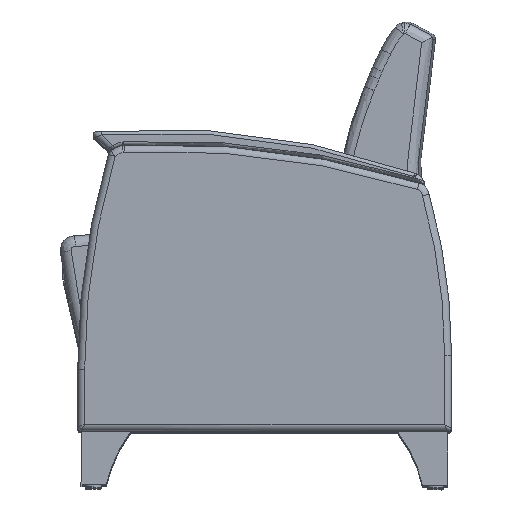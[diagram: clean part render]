
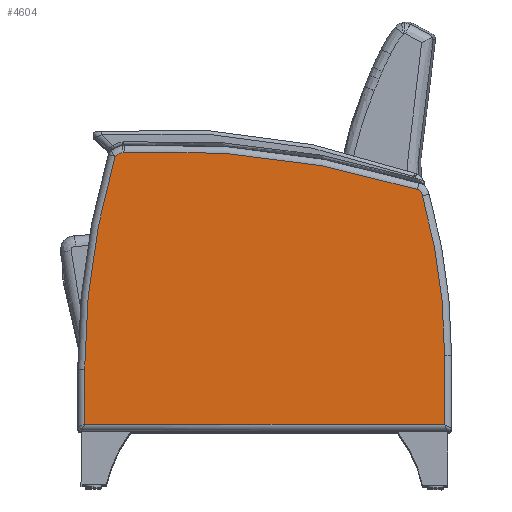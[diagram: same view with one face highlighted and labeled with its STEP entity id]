
A CAD part, top view. The second image highlights one B-rep face of the part: STEP entity #4604.
In plain terms, the highlighted planar face has unit normal (0, 0, 1).
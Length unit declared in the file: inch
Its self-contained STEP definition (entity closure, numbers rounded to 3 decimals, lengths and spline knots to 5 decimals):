
#225=PLANE('',#5147);
#793=FACE_OUTER_BOUND('',#1107,.T.);
#1107=EDGE_LOOP('',(#3830,#3831,#3832,#3833,#3834,#3835,#3836,#3837,#3838,
#3839));
#1324=LINE('',#11044,#1496);
#1325=LINE('',#11061,#1497);
#1327=LINE('',#11103,#1499);
#1496=VECTOR('',#6125,0.3937);
#1497=VECTOR('',#6134,0.3937);
#1499=VECTOR('',#6170,0.3937);
#1757=CIRCLE('',#5113,0.01);
#1761=CIRCLE('',#5119,53.60447);
#1764=CIRCLE('',#5124,1.37874);
#1767=CIRCLE('',#5128,0.51);
#1770=CIRCLE('',#5132,59.51);
#1772=CIRCLE('',#5135,0.51);
#1774=CIRCLE('',#5139,40.34554);
#2119=VERTEX_POINT('',#10875);
#2128=VERTEX_POINT('',#10987);
#2131=VERTEX_POINT('',#11016);
#2132=VERTEX_POINT('',#11017);
#2136=VERTEX_POINT('',#11048);
#2137=VERTEX_POINT('',#11064);
#2139=VERTEX_POINT('',#11070);
#2141=VERTEX_POINT('',#11076);
#2144=VERTEX_POINT('',#11084);
#2145=VERTEX_POINT('',#11101);
#2708=EDGE_CURVE('',#2131,#2132,#1757,.T.);
#2712=EDGE_CURVE('',#2119,#2128,#1324,.T.);
#2715=EDGE_CURVE('',#2136,#2131,#1761,.T.);
#2716=EDGE_CURVE('',#2128,#2136,#1325,.T.);
#2720=EDGE_CURVE('',#2132,#2137,#1764,.T.);
#2723=EDGE_CURVE('',#2137,#2139,#1767,.T.);
#2726=EDGE_CURVE('',#2139,#2141,#1770,.T.);
#2728=EDGE_CURVE('',#2141,#2144,#1772,.T.);
#2731=EDGE_CURVE('',#2145,#2119,#1327,.T.);
#2732=EDGE_CURVE('',#2144,#2145,#1774,.T.);
#3830=ORIENTED_EDGE('',*,*,#2712,.F.);
#3831=ORIENTED_EDGE('',*,*,#2731,.F.);
#3832=ORIENTED_EDGE('',*,*,#2732,.F.);
#3833=ORIENTED_EDGE('',*,*,#2728,.F.);
#3834=ORIENTED_EDGE('',*,*,#2726,.F.);
#3835=ORIENTED_EDGE('',*,*,#2723,.F.);
#3836=ORIENTED_EDGE('',*,*,#2720,.F.);
#3837=ORIENTED_EDGE('',*,*,#2708,.F.);
#3838=ORIENTED_EDGE('',*,*,#2715,.F.);
#3839=ORIENTED_EDGE('',*,*,#2716,.F.);
#4604=ADVANCED_FACE('',(#793),#225,.T.);
#5113=AXIS2_PLACEMENT_3D('',#11018,#6117,#6118);
#5119=AXIS2_PLACEMENT_3D('',#11059,#6130,#6131);
#5124=AXIS2_PLACEMENT_3D('',#11068,#6142,#6143);
#5128=AXIS2_PLACEMENT_3D('',#11074,#6150,#6151);
#5132=AXIS2_PLACEMENT_3D('',#11080,#6158,#6159);
#5135=AXIS2_PLACEMENT_3D('',#11085,#6164,#6165);
#5139=AXIS2_PLACEMENT_3D('',#11105,#6173,#6174);
#5147=AXIS2_PLACEMENT_3D('',#11119,#6192,#6193);
#6117=DIRECTION('center_axis',(0.,0.,-1.));
#6118=DIRECTION('ref_axis',(-0.844,0.537,0.));
#6125=DIRECTION('',(-1.,0.,0.));
#6130=DIRECTION('center_axis',(0.,0.,-1.));
#6131=DIRECTION('ref_axis',(-0.99,0.14,0.));
#6134=DIRECTION('',(0.,1.,0.));
#6142=DIRECTION('center_axis',(0.,0.,-1.));
#6143=DIRECTION('ref_axis',(-0.425,0.905,0.));
#6150=DIRECTION('center_axis',(0.,0.,-1.));
#6151=DIRECTION('ref_axis',(-0.128,0.992,0.));
#6158=DIRECTION('center_axis',(0.,0.,-1.));
#6159=DIRECTION('ref_axis',(0.124,0.992,0.));
#6164=DIRECTION('center_axis',(0.,0.,-1.));
#6165=DIRECTION('ref_axis',(0.761,0.649,0.));
#6170=DIRECTION('',(0.,-1.,0.));
#6173=DIRECTION('center_axis',(0.,0.,-1.));
#6174=DIRECTION('ref_axis',(0.99,0.139,0.));
#6192=DIRECTION('center_axis',(0.,0.,1.));
#6193=DIRECTION('ref_axis',(1.,0.,0.));
#10875=CARTESIAN_POINT('',(10.90024,1.87751,2.75));
#10987=CARTESIAN_POINT('',(-14.26196,1.87751,2.75));
#11016=CARTESIAN_POINT('',(-12.1622,20.60571,2.75));
#11017=CARTESIAN_POINT('',(-12.15843,20.61408,2.75));
#11018=CARTESIAN_POINT('Origin',(-12.15221,20.60625,2.75));
#11044=CARTESIAN_POINT('',(5.3351,1.87751,2.75));
#11048=CARTESIAN_POINT('',(-14.26196,5.72415,2.75));
#11059=CARTESIAN_POINT('Origin',(39.34251,5.74957,2.75));
#11061=CARTESIAN_POINT('',(-14.26196,5.41302,2.75));
#11064=CARTESIAN_POINT('',(-11.58595,20.88307,2.75));
#11068=CARTESIAN_POINT('Origin',(-11.3015,19.534,2.75));
#11070=CARTESIAN_POINT('',(-11.50601,20.89342,2.75));
#11074=CARTESIAN_POINT('Origin',(-11.48073,20.38404,2.75));
#11076=CARTESIAN_POINT('',(8.96825,18.32805,2.75));
#11080=CARTESIAN_POINT('Origin',(-8.55543,-38.54339,2.75));
#11084=CARTESIAN_POINT('',(9.32631,17.88314,2.75));
#11085=CARTESIAN_POINT('Origin',(8.81808,17.84066,2.75));
#11101=CARTESIAN_POINT('',(10.90024,6.72403,2.75));
#11103=CARTESIAN_POINT('',(10.90024,8.58129,2.75));
#11105=CARTESIAN_POINT('Origin',(-29.4453,6.72403,2.75));
#11119=CARTESIAN_POINT('Origin',(-1.61059,10.43854,2.75));
